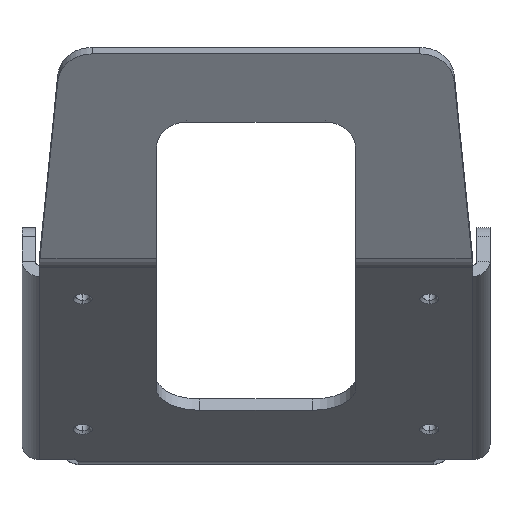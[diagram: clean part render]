
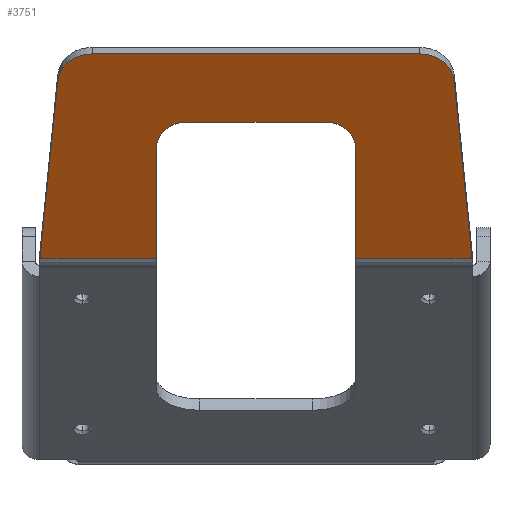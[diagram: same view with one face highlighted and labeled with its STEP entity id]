
A CAD part, top view. The second image highlights one B-rep face of the part: STEP entity #3751.
In plain terms, the highlighted planar face has unit normal (0, -0.5, 0.866).
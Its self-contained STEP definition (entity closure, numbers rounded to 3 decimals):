
#945=DIRECTION('',(-1.,0.,0.));
#946=VECTOR('',#945,13.43);
#947=CARTESIAN_POINT('',(24.93,22.196,71.239));
#948=LINE('',#947,#946);
#949=CARTESIAN_POINT('',(24.93,22.196,71.239));
#1173=CARTESIAN_POINT('',(-8.,34.857,78.549));
#1174=DIRECTION('',(0.,0.5,-0.866));
#1175=DIRECTION('',(-1.,0.,0.));
#1176=AXIS2_PLACEMENT_3D('',#1173,#1174,#1175);
#1191=CARTESIAN_POINT('',(8.,34.857,78.549));
#1192=DIRECTION('',(0.,0.5,-0.866));
#1193=DIRECTION('',(0.,0.866,0.5));
#1194=AXIS2_PLACEMENT_3D('',#1191,#1192,#1193);
#1200=DIRECTION('',(1.,0.,0.));
#1201=VECTOR('',#1200,16.);
#1202=CARTESIAN_POINT('',(-8.,37.888,80.299));
#1203=LINE('',#1202,#1201);
#1204=DIRECTION('',(0.,-0.866,-0.5));
#1205=VECTOR('',#1204,14.62);
#1206=CARTESIAN_POINT('',(-11.5,34.857,78.549));
#1207=LINE('',#1206,#1205);
#1208=DIRECTION('',(0.087,0.863,0.498));
#1209=VECTOR('',#1208,23.635);
#1210=CARTESIAN_POINT('',(-24.93,22.196,71.239));
#1211=LINE('',#1210,#1209);
#1212=CARTESIAN_POINT('',(-18.885,42.285,82.837));
#1213=DIRECTION('',(0.,-0.5,0.866));
#1214=DIRECTION('',(0.,0.866,0.5));
#1215=AXIS2_PLACEMENT_3D('',#1212,#1213,#1214);
#1217=DIRECTION('',(1.,0.,0.));
#1218=VECTOR('',#1217,37.77);
#1219=CARTESIAN_POINT('',(-18.885,45.749,84.837));
#1220=LINE('',#1219,#1218);
#1221=CARTESIAN_POINT('',(18.885,42.285,82.837));
#1222=DIRECTION('',(0.,-0.5,0.866));
#1223=DIRECTION('',(0.996,0.075,0.044));
#1224=AXIS2_PLACEMENT_3D('',#1221,#1222,#1223);
#1226=DIRECTION('',(0.087,-0.863,-0.498));
#1227=VECTOR('',#1226,23.635);
#1228=CARTESIAN_POINT('',(22.87,42.587,83.011));
#1229=LINE('',#1228,#1227);
#1230=DIRECTION('',(0.,-0.866,-0.5));
#1231=VECTOR('',#1230,14.62);
#1232=CARTESIAN_POINT('',(11.5,34.857,78.549));
#1233=LINE('',#1232,#1231);
#1250=DIRECTION('',(-1.,0.,0.));
#1251=VECTOR('',#1250,13.43);
#1252=CARTESIAN_POINT('',(-11.5,22.196,71.239));
#1253=LINE('',#1252,#1251);
#1720=CARTESIAN_POINT('',(-24.93,22.196,71.239));
#1722=VERTEX_POINT('',#1720);
#1724=VERTEX_POINT('',#949);
#1823=CARTESIAN_POINT('',(-11.5,22.196,71.239));
#1825=VERTEX_POINT('',#1823);
#1827=CARTESIAN_POINT('',(11.5,22.196,71.239));
#1829=VERTEX_POINT('',#1827);
#1882=CARTESIAN_POINT('',(22.87,42.587,83.011));
#1883=CARTESIAN_POINT('',(18.885,45.749,84.837));
#1884=VERTEX_POINT('',#1882);
#1885=VERTEX_POINT('',#1883);
#1890=CARTESIAN_POINT('',(-22.87,42.587,83.011));
#1891=VERTEX_POINT('',#1890);
#1921=CARTESIAN_POINT('',(-18.885,45.749,84.837));
#1922=VERTEX_POINT('',#1921);
#1926=CARTESIAN_POINT('',(11.5,34.857,78.549));
#1928=VERTEX_POINT('',#1926);
#1930=CARTESIAN_POINT('',(8.,37.888,80.299));
#1932=VERTEX_POINT('',#1930);
#1934=CARTESIAN_POINT('',(-8.,37.888,80.299));
#1936=VERTEX_POINT('',#1934);
#1938=CARTESIAN_POINT('',(-11.5,34.857,78.549));
#1940=VERTEX_POINT('',#1938);
#3726=CARTESIAN_POINT('',(-25.,21.5,70.837));
#3727=DIRECTION('',(0.,0.5,-0.866));
#3728=DIRECTION('',(-1.,0.,0.));
#3729=AXIS2_PLACEMENT_3D('',#3726,#3727,#3728);
#3730=PLANE('',#3729);
#3731=ORIENTED_EDGE('',*,*,#3694,.F.);
#3732=ORIENTED_EDGE('',*,*,#3680,.F.);
#3733=ORIENTED_EDGE('',*,*,#3666,.T.);
#3735=ORIENTED_EDGE('',*,*,#3734,.T.);
#3737=ORIENTED_EDGE('',*,*,#3736,.T.);
#3739=ORIENTED_EDGE('',*,*,#3738,.F.);
#3741=ORIENTED_EDGE('',*,*,#3740,.T.);
#3743=ORIENTED_EDGE('',*,*,#3742,.F.);
#3745=ORIENTED_EDGE('',*,*,#3744,.T.);
#3746=ORIENTED_EDGE('',*,*,#3427,.T.);
#3747=ORIENTED_EDGE('',*,*,#3719,.F.);
#3748=ORIENTED_EDGE('',*,*,#3708,.F.);
#3749=EDGE_LOOP('',(#3731,#3732,#3733,#3735,#3737,#3739,#3741,#3743,#3745,#3746,
#3747,#3748));
#3750=FACE_OUTER_BOUND('',#3749,.F.);
#3751=ADVANCED_FACE('',(#3750),#3730,.F.);
#1177=CIRCLE('',#1176,3.5);
#1195=CIRCLE('',#1194,3.5);
#1216=CIRCLE('',#1215,4.);
#1225=CIRCLE('',#1224,4.);
#3427=EDGE_CURVE('',#1724,#1829,#948,.T.);
#3666=EDGE_CURVE('',#1940,#1825,#1207,.T.);
#3680=EDGE_CURVE('',#1940,#1936,#1177,.T.);
#3694=EDGE_CURVE('',#1936,#1932,#1203,.T.);
#3708=EDGE_CURVE('',#1932,#1928,#1195,.T.);
#3719=EDGE_CURVE('',#1928,#1829,#1233,.T.);
#3734=EDGE_CURVE('',#1825,#1722,#1253,.T.);
#3736=EDGE_CURVE('',#1722,#1891,#1211,.T.);
#3738=EDGE_CURVE('',#1922,#1891,#1216,.T.);
#3740=EDGE_CURVE('',#1922,#1885,#1220,.T.);
#3742=EDGE_CURVE('',#1884,#1885,#1225,.T.);
#3744=EDGE_CURVE('',#1884,#1724,#1229,.T.);
